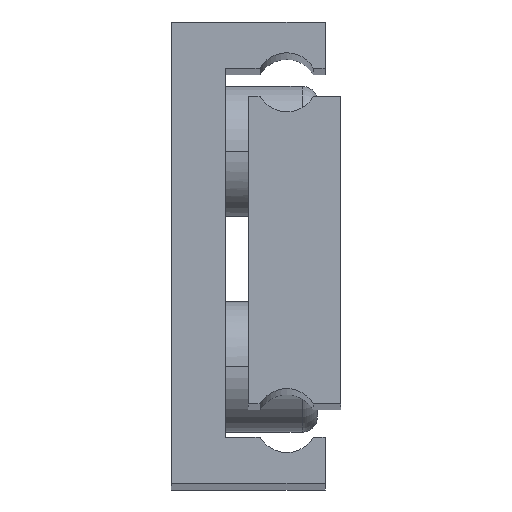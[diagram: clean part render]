
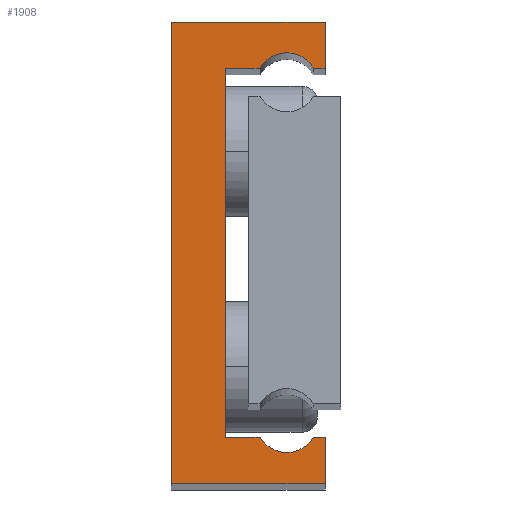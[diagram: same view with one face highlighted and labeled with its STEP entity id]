
A CAD part, top view. The second image highlights one B-rep face of the part: STEP entity #1908.
In plain terms, the highlighted planar face has unit normal (0, 0, 1).
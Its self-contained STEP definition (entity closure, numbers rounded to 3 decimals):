
#19 = CARTESIAN_POINT ( 'NONE',  ( 0., 0., 125. ) ) ;
#27 = LINE ( 'NONE', #1857, #1657 ) ;
#29 = CARTESIAN_POINT ( 'NONE',  ( 0., 30., 125. ) ) ;
#39 = ORIENTED_EDGE ( 'NONE', *, *, #1936, .T. ) ;
#110 = ORIENTED_EDGE ( 'NONE', *, *, #2279, .T. ) ;
#137 = DIRECTION ( 'NONE',  ( 0., 0., -1. ) ) ;
#138 = EDGE_CURVE ( 'NONE', #1505, #1832, #764, .T. ) ;
#198 = VECTOR ( 'NONE', #278, 1000. ) ;
#210 = AXIS2_PLACEMENT_3D ( 'NONE', #1253, #528, #2190 ) ;
#228 = DIRECTION ( 'NONE',  ( -1., 0., 0. ) ) ;
#229 = DIRECTION ( 'NONE',  ( 0., -1., 0. ) ) ;
#251 = CARTESIAN_POINT ( 'NONE',  ( 3.5, 3., 125. ) ) ;
#253 = CARTESIAN_POINT ( 'NONE',  ( 10., 3., 125. ) ) ;
#274 = AXIS2_PLACEMENT_3D ( 'NONE', #779, #1525, #228 ) ;
#278 = DIRECTION ( 'NONE',  ( 1., 0., 0. ) ) ;
#317 = PLANE ( 'NONE',  #2150 ) ;
#319 = DIRECTION ( 'NONE',  ( 0., 1., 0. ) ) ;
#352 = VERTEX_POINT ( 'NONE', #1371 ) ;
#358 = VECTOR ( 'NONE', #1829, 1000. ) ;
#381 = CARTESIAN_POINT ( 'NONE',  ( 10., 27., 125. ) ) ;
#382 = DIRECTION ( 'NONE',  ( 1., 0., 0. ) ) ;
#394 = ORIENTED_EDGE ( 'NONE', *, *, #2395, .T. ) ;
#415 = CARTESIAN_POINT ( 'NONE',  ( 0., 0., 125. ) ) ;
#443 = LINE ( 'NONE', #251, #939 ) ;
#445 = LINE ( 'NONE', #253, #602 ) ;
#447 = ORIENTED_EDGE ( 'NONE', *, *, #2218, .T. ) ;
#507 = VERTEX_POINT ( 'NONE', #805 ) ;
#523 = LINE ( 'NONE', #1847, #1137 ) ;
#528 = DIRECTION ( 'NONE',  ( 0., 0., -1. ) ) ;
#536 = EDGE_CURVE ( 'NONE', #352, #1694, #2333, .T. ) ;
#547 = EDGE_CURVE ( 'NONE', #1832, #1955, #443, .T. ) ;
#555 = VECTOR ( 'NONE', #586, 1000. ) ;
#578 = EDGE_CURVE ( 'NONE', #1665, #2192, #1676, .T. ) ;
#586 = DIRECTION ( 'NONE',  ( -1., 0., 0. ) ) ;
#589 = CARTESIAN_POINT ( 'NONE',  ( 3.5, 27., 125. ) ) ;
#592 = CARTESIAN_POINT ( 'NONE',  ( 5.768, 3., 125. ) ) ;
#601 = CARTESIAN_POINT ( 'NONE',  ( 5.768, 3., 125. ) ) ;
#602 = VECTOR ( 'NONE', #1004, 1000. ) ;
#693 = FACE_OUTER_BOUND ( 'NONE', #1159, .T. ) ;
#742 = DIRECTION ( 'NONE',  ( 1., 0., 0. ) ) ;
#764 = LINE ( 'NONE', #601, #555 ) ;
#779 = CARTESIAN_POINT ( 'NONE',  ( 7.5, 26., 125. ) ) ;
#788 = CARTESIAN_POINT ( 'NONE',  ( 10., 3., 125. ) ) ;
#793 = VECTOR ( 'NONE', #1494, 1000. ) ;
#805 = CARTESIAN_POINT ( 'NONE',  ( 0., 30., 125. ) ) ;
#841 = VERTEX_POINT ( 'NONE', #381 ) ;
#844 = CARTESIAN_POINT ( 'NONE',  ( 9.232, 3., 125. ) ) ;
#891 = ORIENTED_EDGE ( 'NONE', *, *, #1435, .T. ) ;
#893 = DIRECTION ( 'NONE',  ( -1., 0., 0. ) ) ;
#906 = CARTESIAN_POINT ( 'NONE',  ( 3.5, 3., 125. ) ) ;
#939 = VECTOR ( 'NONE', #2308, 1000. ) ;
#955 = CIRCLE ( 'NONE', #210, 2. ) ;
#961 = EDGE_CURVE ( 'NONE', #507, #1665, #1816, .T. ) ;
#990 = VECTOR ( 'NONE', #382, 1000. ) ;
#1004 = DIRECTION ( 'NONE',  ( -1., 0., 0. ) ) ;
#1008 = EDGE_CURVE ( 'NONE', #2192, #1196, #2256, .T. ) ;
#1137 = VECTOR ( 'NONE', #319, 1000. ) ;
#1159 = EDGE_LOOP ( 'NONE', ( #2238, #2019, #1895, #447, #110, #1206, #1860, #39, #1654, #394, #891, #2127 ) ) ;
#1196 = VERTEX_POINT ( 'NONE', #788 ) ;
#1206 = ORIENTED_EDGE ( 'NONE', *, *, #138, .T. ) ;
#1253 = CARTESIAN_POINT ( 'NONE',  ( 7.5, 4., 125. ) ) ;
#1312 = VERTEX_POINT ( 'NONE', #844 ) ;
#1352 = CARTESIAN_POINT ( 'NONE',  ( 10., 0., 125. ) ) ;
#1371 = CARTESIAN_POINT ( 'NONE',  ( 5.768, 27., 125. ) ) ;
#1395 = CARTESIAN_POINT ( 'NONE',  ( 0., 0., 125. ) ) ;
#1435 = EDGE_CURVE ( 'NONE', #841, #2180, #523, .T. ) ;
#1494 = DIRECTION ( 'NONE',  ( -1., 0., 0. ) ) ;
#1505 = VERTEX_POINT ( 'NONE', #592 ) ;
#1525 = DIRECTION ( 'NONE',  ( 0., 0., -1. ) ) ;
#1654 = ORIENTED_EDGE ( 'NONE', *, *, #536, .T. ) ;
#1657 = VECTOR ( 'NONE', #742, 1000. ) ;
#1665 = VERTEX_POINT ( 'NONE', #1395 ) ;
#1676 = LINE ( 'NONE', #19, #198 ) ;
#1694 = VERTEX_POINT ( 'NONE', #2129 ) ;
#1770 = CARTESIAN_POINT ( 'NONE',  ( 10., 30., 125. ) ) ;
#1816 = LINE ( 'NONE', #415, #2257 ) ;
#1826 = CARTESIAN_POINT ( 'NONE',  ( 7.5, 26., 125. ) ) ;
#1829 = DIRECTION ( 'NONE',  ( 0., 1., 0. ) ) ;
#1832 = VERTEX_POINT ( 'NONE', #906 ) ;
#1847 = CARTESIAN_POINT ( 'NONE',  ( 10., 30., 125. ) ) ;
#1857 = CARTESIAN_POINT ( 'NONE',  ( 10., 27., 125. ) ) ;
#1860 = ORIENTED_EDGE ( 'NONE', *, *, #547, .T. ) ;
#1887 = CARTESIAN_POINT ( 'NONE',  ( 5.768, 27., 125. ) ) ;
#1895 = ORIENTED_EDGE ( 'NONE', *, *, #1008, .T. ) ;
#1908 = ADVANCED_FACE ( 'NONE', ( #693 ), #317, .F. ) ;
#1936 = EDGE_CURVE ( 'NONE', #1955, #352, #2271, .T. ) ;
#1955 = VERTEX_POINT ( 'NONE', #589 ) ;
#2019 = ORIENTED_EDGE ( 'NONE', *, *, #578, .T. ) ;
#2032 = EDGE_CURVE ( 'NONE', #2180, #507, #2307, .T. ) ;
#2127 = ORIENTED_EDGE ( 'NONE', *, *, #2032, .T. ) ;
#2129 = CARTESIAN_POINT ( 'NONE',  ( 9.232, 27., 125. ) ) ;
#2150 = AXIS2_PLACEMENT_3D ( 'NONE', #1826, #137, #893 ) ;
#2180 = VERTEX_POINT ( 'NONE', #1770 ) ;
#2190 = DIRECTION ( 'NONE',  ( 1., 0., 0. ) ) ;
#2192 = VERTEX_POINT ( 'NONE', #1352 ) ;
#2216 = CARTESIAN_POINT ( 'NONE',  ( 10., 0., 125. ) ) ;
#2218 = EDGE_CURVE ( 'NONE', #1196, #1312, #445, .T. ) ;
#2238 = ORIENTED_EDGE ( 'NONE', *, *, #961, .T. ) ;
#2256 = LINE ( 'NONE', #2216, #358 ) ;
#2257 = VECTOR ( 'NONE', #229, 1000. ) ;
#2271 = LINE ( 'NONE', #1887, #990 ) ;
#2279 = EDGE_CURVE ( 'NONE', #1312, #1505, #955, .T. ) ;
#2307 = LINE ( 'NONE', #29, #793 ) ;
#2308 = DIRECTION ( 'NONE',  ( 0., 1., 0. ) ) ;
#2333 = CIRCLE ( 'NONE', #274, 2. ) ;
#2395 = EDGE_CURVE ( 'NONE', #1694, #841, #27, .T. ) ;
